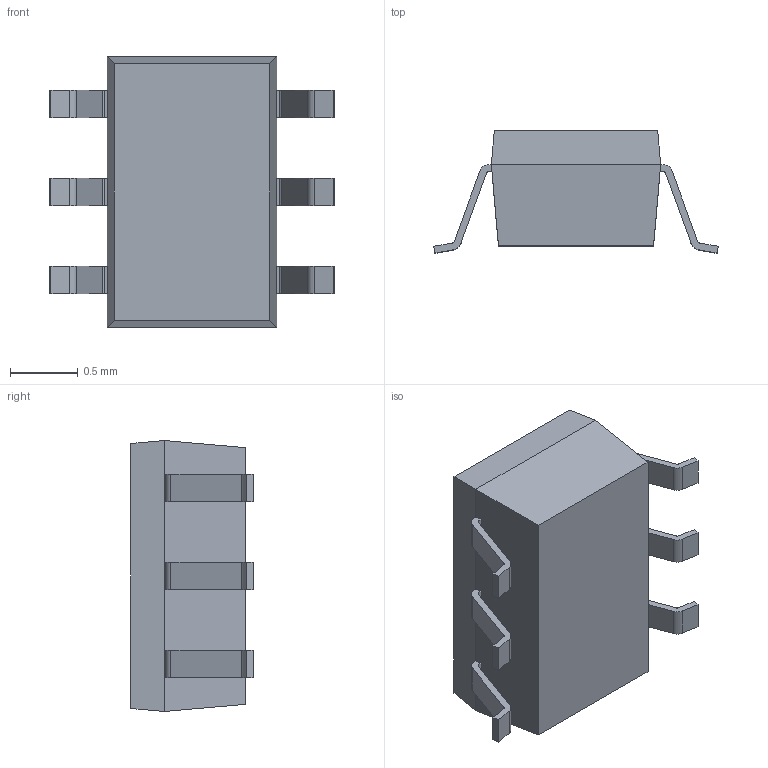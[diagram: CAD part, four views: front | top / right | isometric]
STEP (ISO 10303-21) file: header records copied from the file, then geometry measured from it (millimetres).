
FILE_DESCRIPTION (( 'STEP AP214' ), '1' );
FILE_NAME ('MMBT7002DW.STEP', '2024-09-13T05:36:43', ( '' ), ( '' ), 'SwSTEP 2.0', 'SolidWorks 2021', '' );
FILE_SCHEMA (( 'AUTOMOTIVE_DESIGN' ));
Length unit declared in the file: millimetre
Products named in the file (1): MMBT7002DW
Bounding box: 2.1 x 0.9 x 2 mm (x, y, z)
Volume: 2.1 mm3; surface area: 12.5 mm2
Topology: 7 solids, 7 shells, 94 faces, 236 edges, 156 vertices
Faces by surface type: plane 70, cylinder 24
Entity records: 2884 total; most frequent: CARTESIAN_POINT 487, DIRECTION 474, ORIENTED_EDGE 472, EDGE_CURVE 236, VECTOR 188, LINE 188, VERTEX_POINT 156, AXIS2_PLACEMENT_3D 143
